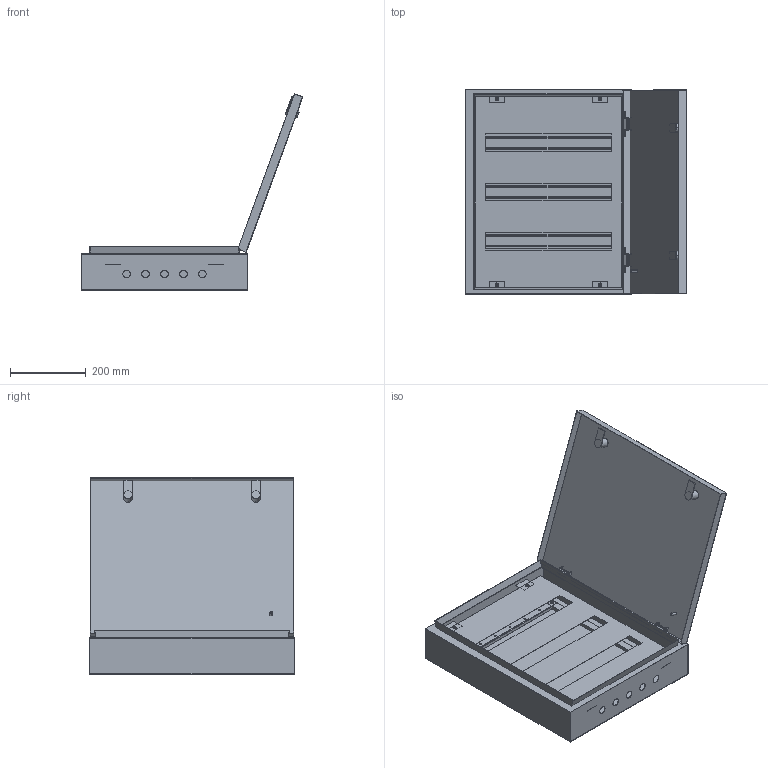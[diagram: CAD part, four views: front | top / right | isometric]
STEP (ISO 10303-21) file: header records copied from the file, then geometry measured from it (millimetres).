
FILE_DESCRIPTION (( 'STEP AP214' ), '1' );
FILE_NAME ('ShRN-54_IP54.STEP', '2021-10-01T11:34:39', ( '' ), ( '' ), 'SwSTEP 2.0', 'SolidWorks 2017', '' );
FILE_SCHEMA (( 'AUTOMOTIVE_DESIGN' ));
Length unit declared in the file: millimetre
Products named in the file (7): Panel_54; Dver_ShRN_54_54; DIN-Reika_385; Obolochka_ShRN_IP54_54; ShRN-54_IP54; SC GOST 17473_gost_‚¨­â A.M5x10 ƒŽ‘’ 17473-80; Reika_ustanovochnaya_702.002-05
Assembly tree (24 placements, depth 2):
  ShRN-54_IP54
    Obolochka_ShRN_IP54_54
    Dver_ShRN_54_54
    DIN-Reika_385  x3
    SC GOST 17473_gost_‚¨­â A.M5x10 ƒŽ‘’ 17473-80  x16
    Reika_ustanovochnaya_702.002-05  x2
    Panel_54
Bounding box: 585.01 x 540 x 518.62 mm (x, y, z)
Volume: 1021584.9 mm3; surface area: 2092393.7 mm2
Topology: 24 solids, 24 shells, 587 faces, 1390 edges, 888 vertices
Faces by surface type: plane 353, cylinder 194, sphere 32, cone 8
Entity records: 10839 total; most frequent: DIRECTION 1857, CARTESIAN_POINT 1787, ORIENTED_EDGE 1726, EDGE_CURVE 863, AXIS2_PLACEMENT_3D 630, LINE 597, VECTOR 597, VERTEX_POINT 560
